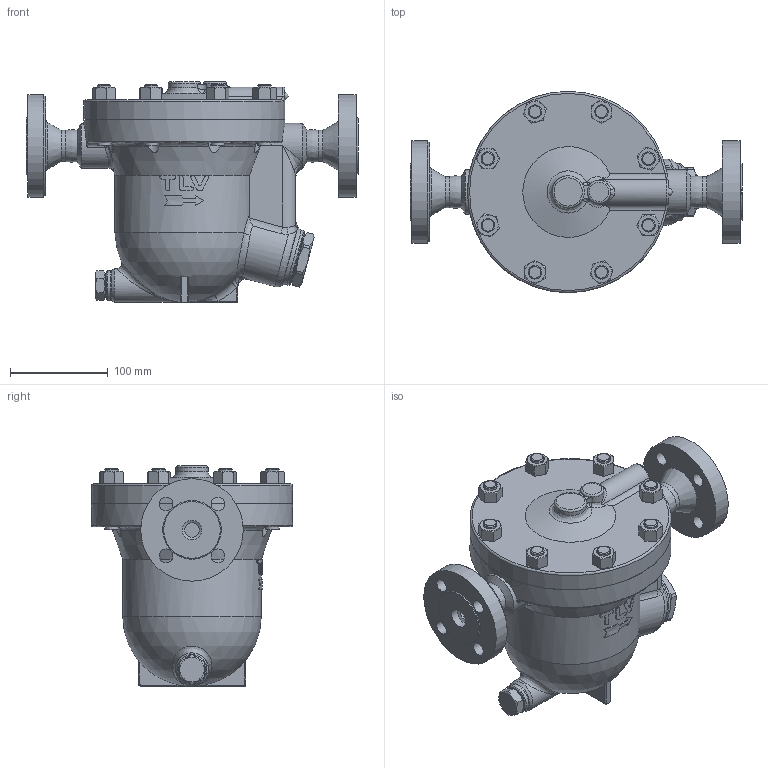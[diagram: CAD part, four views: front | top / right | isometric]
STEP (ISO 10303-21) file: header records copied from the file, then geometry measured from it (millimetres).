
FILE_DESCRIPTION((''),'2;1');
FILE_NAME('j7rlx-020-e0040-00.stp','2011-08-19T11:53:50',('sugie07'),(''),'Autodesk Inventor 2012','Autodesk Inventor 2012','');
FILE_SCHEMA(('AUTOMOTIVE_DESIGN { 1 0 10303 214 1 1 1 1 }'));
Length unit declared in the file: millimetre
Products named in the file (1): j7rlx-020-e0040-00
Bounding box: 340 x 206 x 225.6 mm (x, y, z)
Volume: 4670423.4 mm3; surface area: 292742 mm2
Topology: 1 solids, 1 shells, 425 faces, 1006 edges, 624 vertices
Faces by surface type: plane 146, cylinder 115, cone 82, bspline 51, torus 24, sphere 7
Full cylindrical faces by diameter (mm): 14 x32, 15 x2, 16 x8, 20 x2, 21 x1, 30 x1, 32 x2, 33 x1, 34 x1, 46 x1, 49.5 x1, 58 x3, 105 x2, 150 x1, 206 x2
Entity records: 15065 total; most frequent: CARTESIAN_POINT 6376, ORIENTED_EDGE 1784, DIRECTION 1657, EDGE_CURVE 892, AXIS2_PLACEMENT_3D 725, VERTEX_POINT 604, EDGE_LOOP 592, FACE_OUTER_BOUND 425
